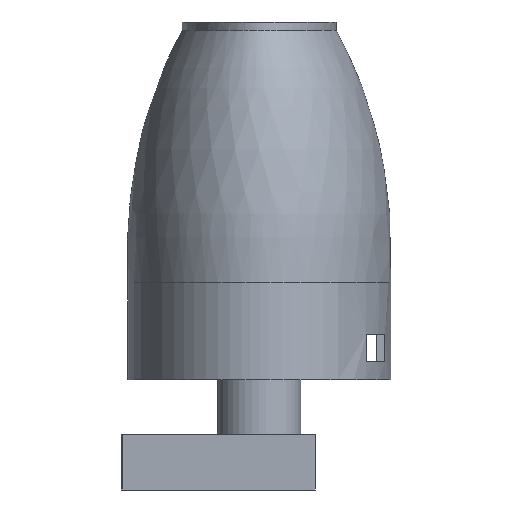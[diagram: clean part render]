
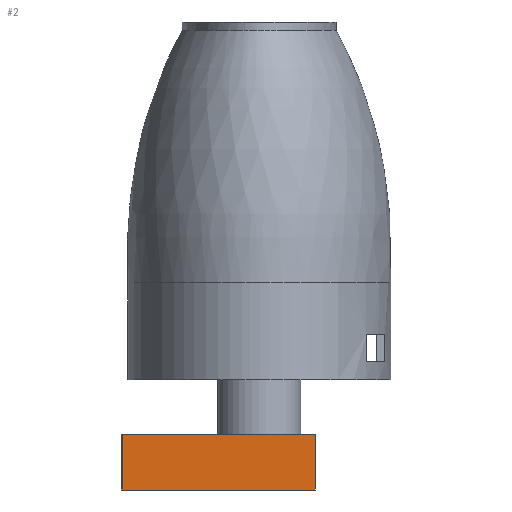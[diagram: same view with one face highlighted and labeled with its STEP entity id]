
A CAD part, front view. The second image highlights one B-rep face of the part: STEP entity #2.
In plain terms, the highlighted planar face has unit normal (0, -1, 0).
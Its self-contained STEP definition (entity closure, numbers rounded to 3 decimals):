
#2 = ADVANCED_FACE ( 'NONE', ( #4209 ), #771, .F. ) ;
#3 = CARTESIAN_POINT ( 'NONE',  ( 78.215, -128.149, -40. ) ) ;
#32 = CARTESIAN_POINT ( 'NONE',  ( 8.215, -128.149, -40. ) ) ;
#262 = VECTOR ( 'NONE', #279, 1000. ) ;
#279 = DIRECTION ( 'NONE',  ( -1., 0., 0. ) ) ;
#298 = CARTESIAN_POINT ( 'NONE',  ( 78.215, -128.149, -40. ) ) ;
#305 = CARTESIAN_POINT ( 'NONE',  ( 8.215, -128.149, -40. ) ) ;
#402 = AXIS2_PLACEMENT_3D ( 'NONE', #2299, #3832, #464 ) ;
#432 = CARTESIAN_POINT ( 'NONE',  ( 0., -128.149, -20. ) ) ;
#464 = DIRECTION ( 'NONE',  ( 0., 0., 1. ) ) ;
#470 = EDGE_CURVE ( 'NONE', #3326, #2984, #3745, .T. ) ;
#541 = VECTOR ( 'NONE', #1838, 1000. ) ;
#588 = ORIENTED_EDGE ( 'NONE', *, *, #1214, .T. ) ;
#760 = VERTEX_POINT ( 'NONE', #4762 ) ;
#771 = PLANE ( 'NONE',  #402 ) ;
#1214 = EDGE_CURVE ( 'NONE', #3829, #760, #3736, .T. ) ;
#1297 = VECTOR ( 'NONE', #1832, 1000. ) ;
#1373 = ORIENTED_EDGE ( 'NONE', *, *, #2473, .F. ) ;
#1832 = DIRECTION ( 'NONE',  ( 0., 0., 1. ) ) ;
#1838 = DIRECTION ( 'NONE',  ( 0., 0., 1. ) ) ;
#1968 = DIRECTION ( 'NONE',  ( -1., 0., 0. ) ) ;
#2183 = LINE ( 'NONE', #3713, #262 ) ;
#2299 = CARTESIAN_POINT ( 'NONE',  ( 0., -128.149, -40. ) ) ;
#2473 = EDGE_CURVE ( 'NONE', #3829, #3326, #2183, .T. ) ;
#2625 = VECTOR ( 'NONE', #1968, 1000. ) ;
#2650 = ORIENTED_EDGE ( 'NONE', *, *, #470, .F. ) ;
#2868 = ORIENTED_EDGE ( 'NONE', *, *, #3340, .T. ) ;
#2984 = VERTEX_POINT ( 'NONE', #4316 ) ;
#3326 = VERTEX_POINT ( 'NONE', #32 ) ;
#3340 = EDGE_CURVE ( 'NONE', #760, #2984, #3879, .T. ) ;
#3713 = CARTESIAN_POINT ( 'NONE',  ( 0., -128.149, -40. ) ) ;
#3736 = LINE ( 'NONE', #298, #1297 ) ;
#3745 = LINE ( 'NONE', #305, #541 ) ;
#3829 = VERTEX_POINT ( 'NONE', #3 ) ;
#3832 = DIRECTION ( 'NONE',  ( 0., 1., 0. ) ) ;
#3879 = LINE ( 'NONE', #432, #2625 ) ;
#4048 = EDGE_LOOP ( 'NONE', ( #2868, #2650, #1373, #588 ) ) ;
#4209 = FACE_OUTER_BOUND ( 'NONE', #4048, .T. ) ;
#4316 = CARTESIAN_POINT ( 'NONE',  ( 8.215, -128.149, -20. ) ) ;
#4762 = CARTESIAN_POINT ( 'NONE',  ( 78.215, -128.149, -20. ) ) ;
